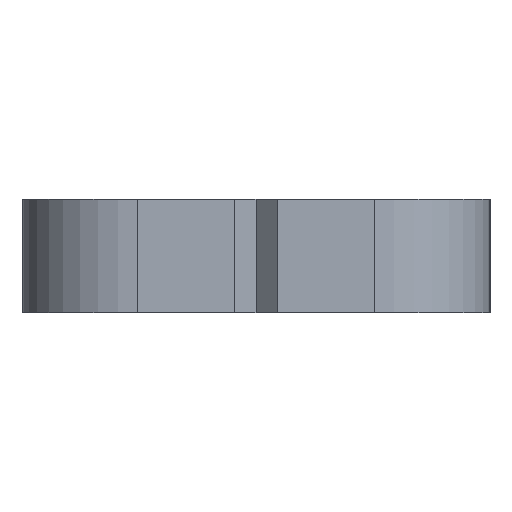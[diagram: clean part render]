
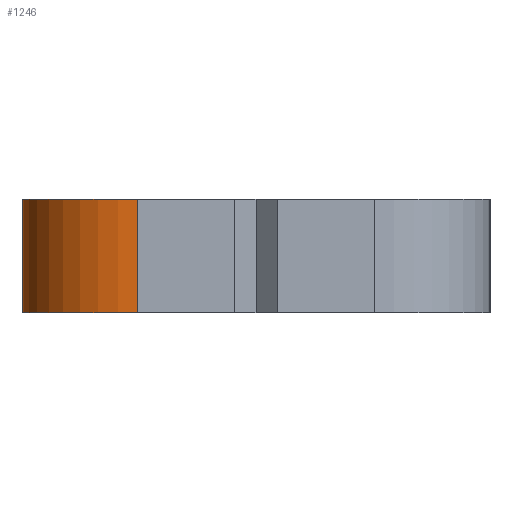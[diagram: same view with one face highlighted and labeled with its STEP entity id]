
A CAD part, left-side view. The second image highlights one B-rep face of the part: STEP entity #1246.
In plain terms, the highlighted cylindrical face has radius 6.2 mm (diameter 12.4 mm), a partial arc.
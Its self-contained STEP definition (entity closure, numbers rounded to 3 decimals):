
#1037 = CARTESIAN_POINT ( 'NONE',  ( -57.15, 6.35, 3.05 ) ) ;
#1246 = ADVANCED_FACE ( 'NONE', ( #15338 ), #14963, .T. ) ;
#2130 = AXIS2_PLACEMENT_3D ( 'NONE', #21652, #3572, #24581 ) ;
#3572 = DIRECTION ( 'NONE',  ( 0., 0., -1. ) ) ;
#3657 = CARTESIAN_POINT ( 'NONE',  ( -63.35, 6.35, -132.212 ) ) ;
#3733 = CARTESIAN_POINT ( 'NONE',  ( -63.35, 6.35, -3.05 ) ) ;
#4071 = DIRECTION ( 'NONE',  ( 1., 0., 0. ) ) ;
#5525 = CARTESIAN_POINT ( 'NONE',  ( -57.15, 6.35, -132.212 ) ) ;
#6171 = VERTEX_POINT ( 'NONE', #3733 ) ;
#6748 = DIRECTION ( 'NONE',  ( 0., 0., 1. ) ) ;
#7687 = LINE ( 'NONE', #23867, #37306 ) ;
#7733 = ORIENTED_EDGE ( 'NONE', *, *, #21545, .F. ) ;
#7850 = ORIENTED_EDGE ( 'NONE', *, *, #25381, .F. ) ;
#7937 = ORIENTED_EDGE ( 'NONE', *, *, #13569, .T. ) ;
#8135 = ORIENTED_EDGE ( 'NONE', *, *, #30892, .F. ) ;
#8717 = CIRCLE ( 'NONE', #2130, 6.2 ) ;
#9577 = AXIS2_PLACEMENT_3D ( 'NONE', #5525, #23511, #19209 ) ;
#13569 = EDGE_CURVE ( 'NONE', #6171, #19139, #29517, .T. ) ;
#14963 = CYLINDRICAL_SURFACE ( 'NONE', #9577, 6.2 ) ;
#15338 = FACE_OUTER_BOUND ( 'NONE', #29981, .T. ) ;
#16043 = AXIS2_PLACEMENT_3D ( 'NONE', #1037, #22140, #4071 ) ;
#17167 = CARTESIAN_POINT ( 'NONE',  ( -57.15, 12.55, -3.05 ) ) ;
#17580 = VERTEX_POINT ( 'NONE', #32680 ) ;
#18381 = VERTEX_POINT ( 'NONE', #17167 ) ;
#19139 = VERTEX_POINT ( 'NONE', #34933 ) ;
#19209 = DIRECTION ( 'NONE',  ( 1., 0., 0. ) ) ;
#20815 = VECTOR ( 'NONE', #6748, 1000. ) ;
#21545 = EDGE_CURVE ( 'NONE', #18381, #17580, #7687, .T. ) ;
#21652 = CARTESIAN_POINT ( 'NONE',  ( -57.15, 6.35, -3.05 ) ) ;
#22140 = DIRECTION ( 'NONE',  ( 0., 0., 1. ) ) ;
#23511 = DIRECTION ( 'NONE',  ( 0., 0., 1. ) ) ;
#23867 = CARTESIAN_POINT ( 'NONE',  ( -57.15, 12.55, -132.212 ) ) ;
#24581 = DIRECTION ( 'NONE',  ( 1., 0., 0. ) ) ;
#25381 = EDGE_CURVE ( 'NONE', #6171, #18381, #8717, .T. ) ;
#28337 = CIRCLE ( 'NONE', #16043, 6.2 ) ;
#29517 = LINE ( 'NONE', #3657, #20815 ) ;
#29981 = EDGE_LOOP ( 'NONE', ( #7733, #7850, #7937, #8135 ) ) ;
#30892 = EDGE_CURVE ( 'NONE', #17580, #19139, #28337, .T. ) ;
#32680 = CARTESIAN_POINT ( 'NONE',  ( -57.15, 12.55, 3.05 ) ) ;
#34933 = CARTESIAN_POINT ( 'NONE',  ( -63.35, 6.35, 3.05 ) ) ;
#35414 = DIRECTION ( 'NONE',  ( 0., 0., 1. ) ) ;
#37306 = VECTOR ( 'NONE', #35414, 1000. ) ;
